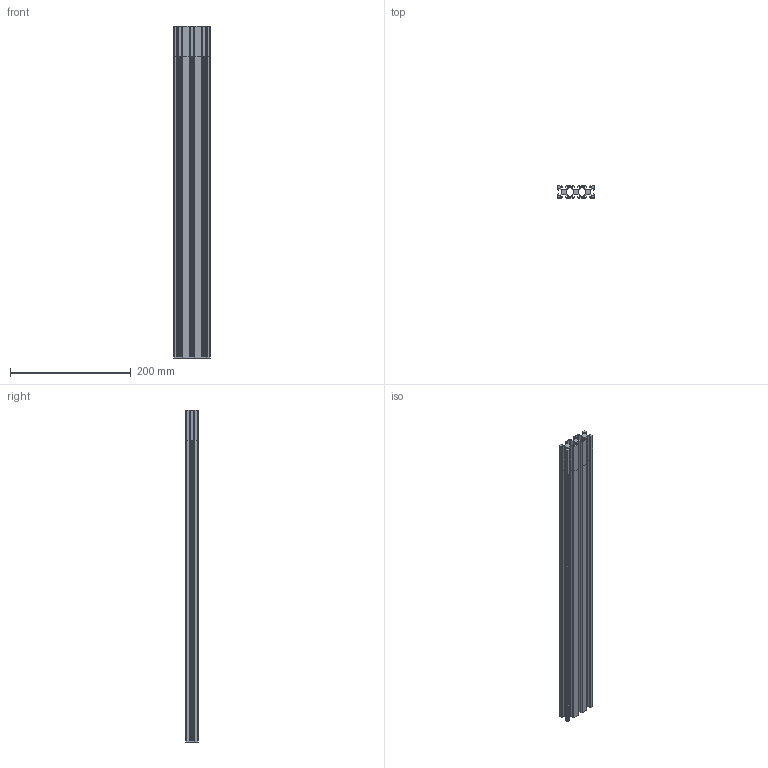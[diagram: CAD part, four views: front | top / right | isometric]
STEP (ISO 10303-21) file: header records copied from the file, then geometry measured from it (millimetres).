
FILE_DESCRIPTION(/* description */ (''),/* implementation_level */ '2;1');
FILE_NAME(/* name */ '20x60-V-Slot-Extrusion_v3.step',/* time_stamp */ '2022-05-10T16:49:19+01:00',/* author */ (''),/* organization */ (''),/* preprocessor_version */ 'ST-DEVELOPER v18.1',/* originating_system */ 'Autodesk Translation Framework v10.14.0.1471',/* authorisation */ '');
FILE_SCHEMA (('AUTOMOTIVE_DESIGN { 1 0 10303 214 3 1 1 }'));
Length unit declared in the file: millimetre
Products named in the file (1): 20x60-V-Slot-Extrusion
Bounding box: 60 x 20 x 550 mm (x, y, z)
Volume: 237758.9 mm3; surface area: 238260.6 mm2
Topology: 2 solids, 2 shells, 515 faces, 1533 edges, 1022 vertices
Faces by surface type: plane 456, cylinder 59
Full cylindrical faces by diameter (mm): 4.2 x3
Entity records: 17092 total; most frequent: CARTESIAN_POINT 3071, ORIENTED_EDGE 3066, DIRECTION 2683, EDGE_CURVE 1533, LINE 1415, VECTOR 1415, VERTEX_POINT 1022, AXIS2_PLACEMENT_3D 634
